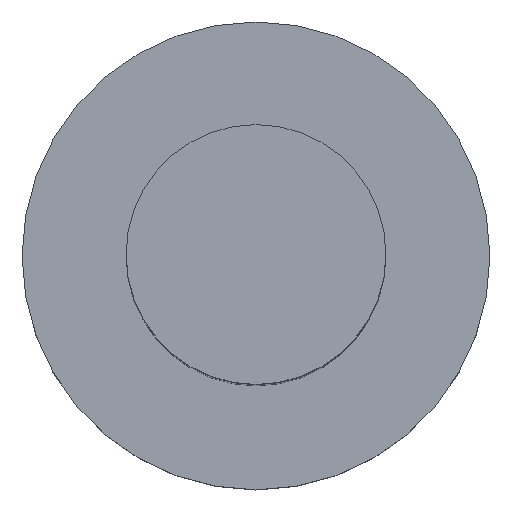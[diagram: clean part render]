
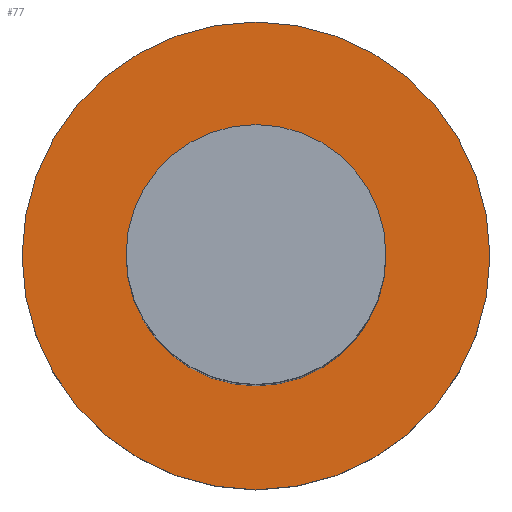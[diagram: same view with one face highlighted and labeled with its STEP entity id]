
A CAD part, top view. The second image highlights one B-rep face of the part: STEP entity #77.
In plain terms, the highlighted planar face has unit normal (0, 0, 1).
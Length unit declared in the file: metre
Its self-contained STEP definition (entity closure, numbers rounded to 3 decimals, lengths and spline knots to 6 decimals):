
#14=PLANE('',#102);
#23=ORIENTED_EDGE('',*,*,#29,.T.);
#24=ORIENTED_EDGE('',*,*,#32,.F.);
#29=EDGE_CURVE('',#35,#35,#41,.T.);
#32=EDGE_CURVE('',#38,#38,#44,.T.);
#35=VERTEX_POINT('',#139);
#38=VERTEX_POINT('',#148);
#41=CIRCLE('',#95,0.00125);
#44=CIRCLE('',#101,0.00225);
#53=EDGE_LOOP('',(#23));
#54=EDGE_LOOP('',(#24));
#65=FACE_BOUND('',#53,.T.);
#66=FACE_BOUND('',#54,.T.);
#77=ADVANCED_FACE('',(#65,#66),#14,.F.);
#95=AXIS2_PLACEMENT_3D('',#138,#112,#113);
#101=AXIS2_PLACEMENT_3D('',#147,#124,#125);
#102=AXIS2_PLACEMENT_3D('',#149,#126,#127);
#112=DIRECTION('',(0.,0.,-1.));
#113=DIRECTION('',(-1.,0.,0.));
#124=DIRECTION('',(0.,0.,-1.));
#125=DIRECTION('',(-1.,0.,0.));
#126=DIRECTION('',(0.,0.,-1.));
#127=DIRECTION('',(1.,0.,0.));
#138=CARTESIAN_POINT('',(-0.049641,0.033446,0.006));
#139=CARTESIAN_POINT('',(-0.050891,0.033446,0.006));
#147=CARTESIAN_POINT('',(-0.049641,0.033446,0.006));
#148=CARTESIAN_POINT('',(-0.051891,0.033446,0.006));
#149=CARTESIAN_POINT('',(-0.049641,0.028946,0.006));
